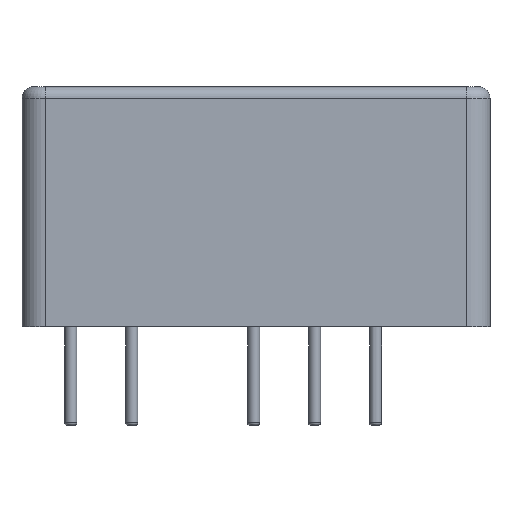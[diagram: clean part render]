
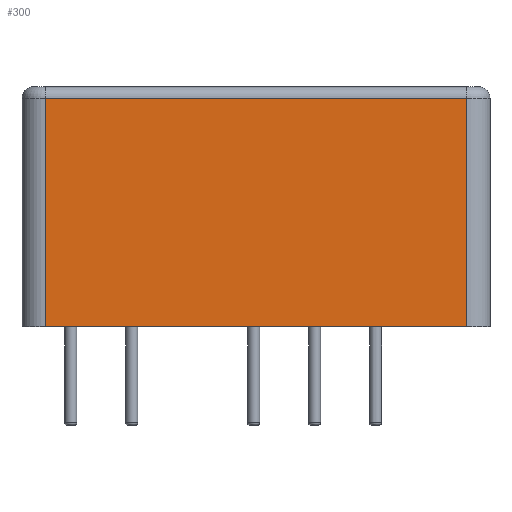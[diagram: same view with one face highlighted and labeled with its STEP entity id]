
A CAD part, left-side view. The second image highlights one B-rep face of the part: STEP entity #300.
In plain terms, the highlighted planar face has unit normal (-1, 0, 0).
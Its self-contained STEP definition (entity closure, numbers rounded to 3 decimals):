
#13=DIRECTION('',(0.,0.,1.));
#99=DIRECTION('',(-1.,0.,0.));
#102=VERTEX_POINT('',#103);
#103=CARTESIAN_POINT('',(-4.77,-16.495,0.1));
#108=EDGE_CURVE('',#102,#109,#111,.T.);
#109=VERTEX_POINT('',#110);
#110=CARTESIAN_POINT('',(-4.77,1.055,0.1));
#111=LINE('',#112,#113);
#112=CARTESIAN_POINT('',(-4.77,-17.47,0.1));
#113=VECTOR('',#114,1.);
#114=DIRECTION('',(0.,1.,0.));
#186=VECTOR('',#13,1.);
#269=ORIENTED_EDGE('',*,*,#270,.F.);
#270=EDGE_CURVE('',#109,#271,#273,.T.);
#271=VERTEX_POINT('',#272);
#272=CARTESIAN_POINT('',(-4.77,1.055,9.613));
#273=LINE('',#110,#186);
#286=ORIENTED_EDGE('',*,*,#287,.T.);
#287=EDGE_CURVE('',#102,#288,#290,.T.);
#288=VERTEX_POINT('',#289);
#289=CARTESIAN_POINT('',(-4.77,-16.495,9.613));
#290=LINE('',#103,#186);
#300=ADVANCED_FACE('',(#301),#307,.T.);
#301=FACE_BOUND('',#302,.T.);
#302=EDGE_LOOP('',(#269,#303,#286,#304));
#303=ORIENTED_EDGE('',*,*,#108,.F.);
#304=ORIENTED_EDGE('',*,*,#305,.T.);
#305=EDGE_CURVE('',#288,#271,#306,.T.);
#306=LINE('',#289,#113);
#307=PLANE('',#308);
#308=AXIS2_PLACEMENT_3D('',#112,#99,#114);
